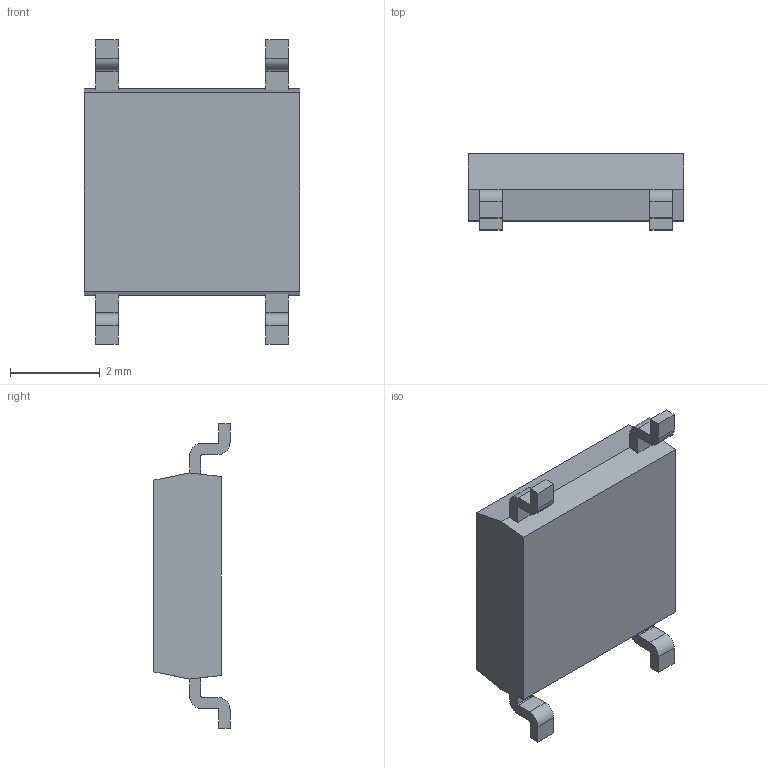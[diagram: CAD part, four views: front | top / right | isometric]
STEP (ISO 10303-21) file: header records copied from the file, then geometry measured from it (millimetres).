
FILE_DESCRIPTION (( 'STEP AP214' ), '1' );
FILE_NAME ('ABS210-13.STEP', '2021-07-19T11:37:55', ( '' ), ( '' ), 'SwSTEP 2.0', 'SolidWorks 2018', '' );
FILE_SCHEMA (( 'AUTOMOTIVE_DESIGN' ));
Length unit declared in the file: millimetre
Products named in the file (1): ABS210-13
Bounding box: 4.8 x 1.7 x 6.8 mm (x, y, z)
Volume: 33 mm3; surface area: 81.1 mm2
Topology: 5 solids, 5 shells, 91 faces, 230 edges, 149 vertices
Faces by surface type: plane 65, cylinder 19, bspline 4, torus 3
Entity records: 3273 total; most frequent: CARTESIAN_POINT 629, ORIENTED_EDGE 460, DIRECTION 438, EDGE_CURVE 230, LINE 174, VECTOR 174, VERTEX_POINT 149, AXIS2_PLACEMENT_3D 132
